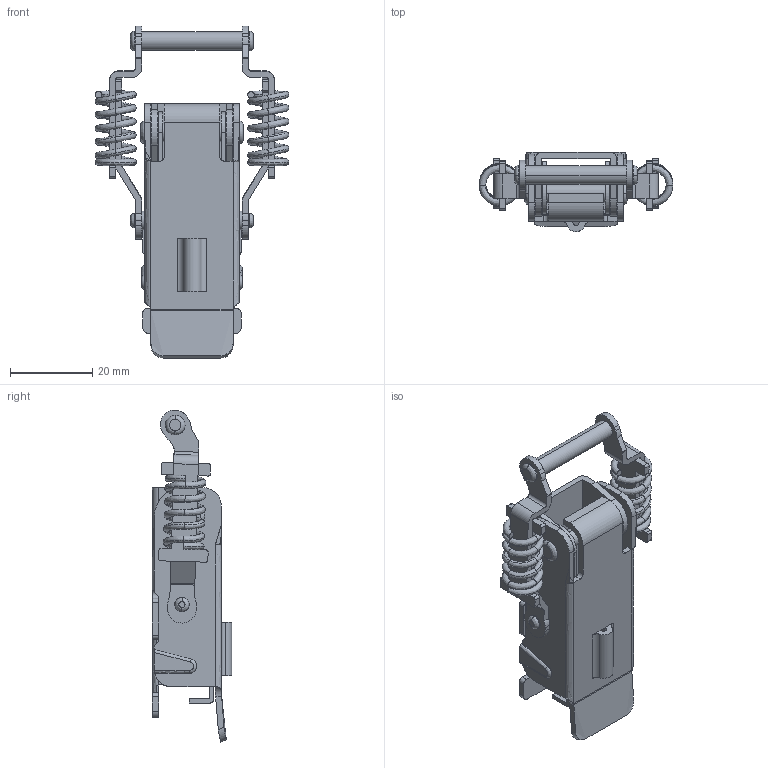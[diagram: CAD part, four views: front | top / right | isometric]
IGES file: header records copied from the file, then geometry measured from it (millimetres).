
Start section: ------------------------------------------------------------------------
Global section: file name: PC019.15800.TL_208SUS_1_H_20343.igs; native system: spGate; preprocessor: ver19.8.4 (****-****-****-****); author: Unknown; organization: Unknown; date: 251219.145916; units: millimetre
Bounding box: 47.2 x 19.3 x 80.92 mm (x, y, z)
Volume: 11273.5 mm3; surface area: 18080.6 mm2
Topology: 7 solids, 7 shells, 459 faces, 1204 edges, 767 vertices
Faces by surface type: bspline 459
